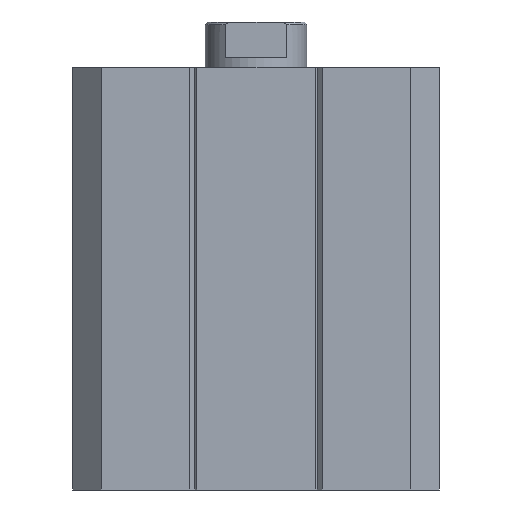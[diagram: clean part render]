
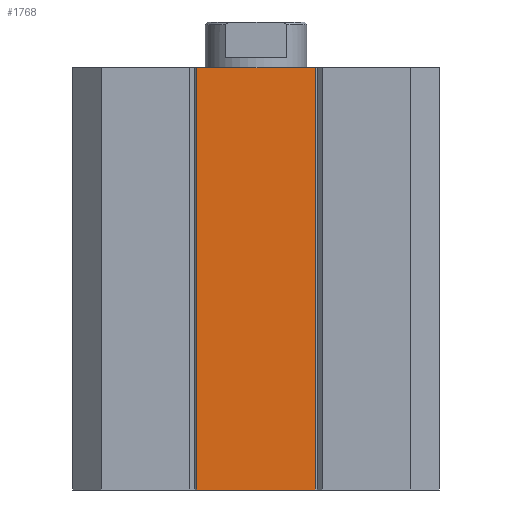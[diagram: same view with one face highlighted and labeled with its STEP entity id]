
A CAD part, left-side view. The second image highlights one B-rep face of the part: STEP entity #1768.
In plain terms, the highlighted planar face has unit normal (-1, 0, 0).
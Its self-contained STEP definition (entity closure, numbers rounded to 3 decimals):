
#54 = EDGE_CURVE ( 'NONE', #3308, #208, #2758, .T. ) ;
#89 = CARTESIAN_POINT ( 'NONE',  ( -17.7, 5.8, -20.75 ) ) ;
#92 = ORIENTED_EDGE ( 'NONE', *, *, #54, .T. ) ;
#153 = ORIENTED_EDGE ( 'NONE', *, *, #475, .F. ) ;
#157 = VECTOR ( 'NONE', #3055, 1000. ) ;
#207 = CARTESIAN_POINT ( 'NONE',  ( -17.7, 5.8, 20.75 ) ) ;
#208 = VERTEX_POINT ( 'NONE', #3175 ) ;
#475 = EDGE_CURVE ( 'NONE', #4053, #2089, #3899, .T. ) ;
#610 = VECTOR ( 'NONE', #2596, 1000. ) ;
#684 = EDGE_CURVE ( 'NONE', #3308, #4053, #4052, .T. ) ;
#702 = LINE ( 'NONE', #207, #610 ) ;
#1322 = VECTOR ( 'NONE', #2132, 1000. ) ;
#1561 = CARTESIAN_POINT ( 'NONE',  ( -17.7, 5.8, -20.75 ) ) ;
#1685 = ORIENTED_EDGE ( 'NONE', *, *, #684, .F. ) ;
#1768 = ADVANCED_FACE ( 'NONE', ( #3327 ), #1903, .F. ) ;
#1798 = EDGE_CURVE ( 'NONE', #208, #2089, #702, .T. ) ;
#1903 = PLANE ( 'NONE',  #4040 ) ;
#2008 = ORIENTED_EDGE ( 'NONE', *, *, #1798, .T. ) ;
#2052 = VECTOR ( 'NONE', #3848, 1000. ) ;
#2089 = VERTEX_POINT ( 'NONE', #3400 ) ;
#2132 = DIRECTION ( 'NONE',  ( 0., 1., 0. ) ) ;
#2223 = DIRECTION ( 'NONE',  ( 0., 0., -1. ) ) ;
#2481 = CARTESIAN_POINT ( 'NONE',  ( -17.7, 5.8, -20.75 ) ) ;
#2596 = DIRECTION ( 'NONE',  ( 0., 1., 0. ) ) ;
#2633 = EDGE_LOOP ( 'NONE', ( #2008, #153, #1685, #92 ) ) ;
#2758 = LINE ( 'NONE', #3764, #157 ) ;
#3055 = DIRECTION ( 'NONE',  ( 0., 0., 1. ) ) ;
#3175 = CARTESIAN_POINT ( 'NONE',  ( -17.7, -5.8, 20.75 ) ) ;
#3308 = VERTEX_POINT ( 'NONE', #4167 ) ;
#3327 = FACE_OUTER_BOUND ( 'NONE', #2633, .T. ) ;
#3400 = CARTESIAN_POINT ( 'NONE',  ( -17.7, 5.8, 20.75 ) ) ;
#3654 = CARTESIAN_POINT ( 'NONE',  ( -17.7, 5.8, -20.75 ) ) ;
#3764 = CARTESIAN_POINT ( 'NONE',  ( -17.7, -5.8, -20.75 ) ) ;
#3848 = DIRECTION ( 'NONE',  ( 0., 0., 1. ) ) ;
#3899 = LINE ( 'NONE', #89, #2052 ) ;
#4040 = AXIS2_PLACEMENT_3D ( 'NONE', #1561, #4282, #2223 ) ;
#4052 = LINE ( 'NONE', #2481, #1322 ) ;
#4053 = VERTEX_POINT ( 'NONE', #3654 ) ;
#4167 = CARTESIAN_POINT ( 'NONE',  ( -17.7, -5.8, -20.75 ) ) ;
#4282 = DIRECTION ( 'NONE',  ( 1., 0., 0. ) ) ;
